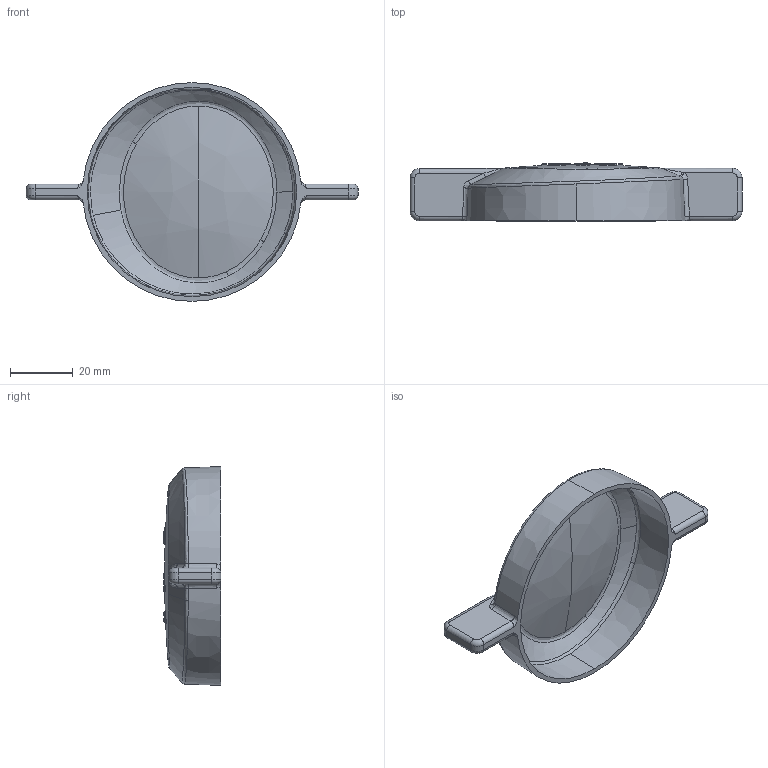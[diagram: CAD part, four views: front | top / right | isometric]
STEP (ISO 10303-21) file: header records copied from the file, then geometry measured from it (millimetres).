
FILE_DESCRIPTION (( 'STEP AP214' ), '1' );
FILE_NAME ('20211209 Olay Easy Open Lid.STEP', '2021-12-09T14:28:46', ( '' ), ( '' ), 'SwSTEP 2.0', 'SolidWorks 2019', '' );
FILE_SCHEMA (( 'AUTOMOTIVE_DESIGN' ));
Length unit declared in the file: millimetre
Products named in the file (1): 20211209 Olay Easy Open Lid
Bounding box: 105.6 x 18.43 x 69.6 mm (x, y, z)
Volume: 17408.2 mm3; surface area: 14438.2 mm2
Topology: 1 solids, 1 shells, 308 faces, 706 edges, 427 vertices
Faces by surface type: bspline 275, cylinder 16, plane 9, torus 8
Entity records: 29879 total; most frequent: CARTESIAN_POINT 24661, ORIENTED_EDGE 1412, EDGE_CURVE 706, DIRECTION 533, B_SPLINE_CURVE_WITH_KNOTS 446, VERTEX_POINT 427, EDGE_LOOP 335, FACE_OUTER_BOUND 308
